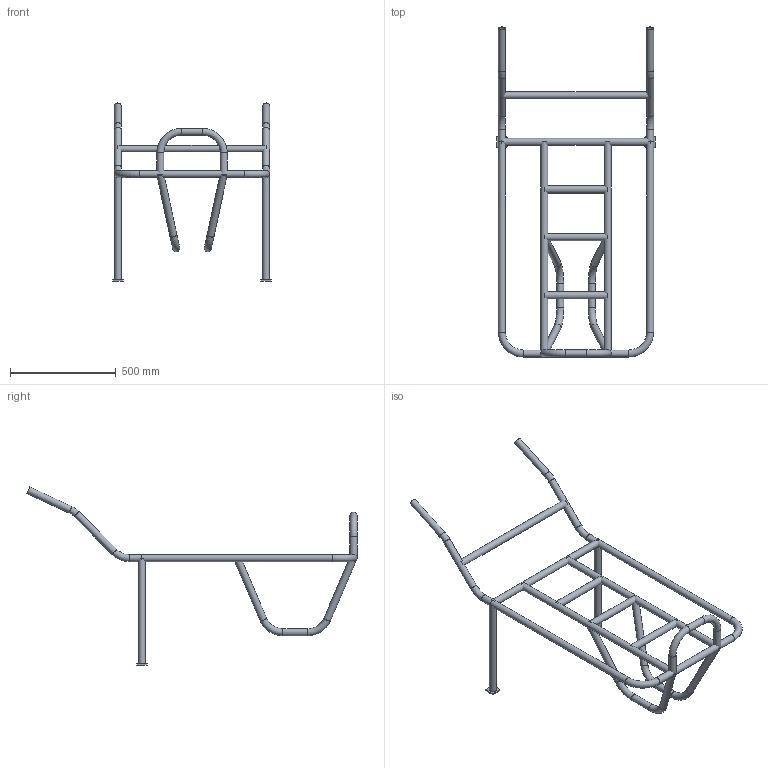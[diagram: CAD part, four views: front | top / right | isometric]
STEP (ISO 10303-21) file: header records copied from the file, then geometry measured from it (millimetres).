
FILE_DESCRIPTION(('FreeCAD Model'),'2;1');
FILE_NAME('Open CASCADE Shape Model','2025-05-09T06:07:57',('FreeCAD'),( 'FreeCAD'),'Open CASCADE STEP processor 7.6','FreeCAD','Unknown');
FILE_SCHEMA(('AUTOMOTIVE_DESIGN { 1 0 10303 214 1 1 1 1 }'));
Length unit declared in the file: millimetre
Products named in the file (1): Open CASCADE STEP translator 7.6 1
Bounding box: 750 x 1559.09 x 841.01 mm (x, y, z)
Volume: 6269236.7 mm3; surface area: 2797436.2 mm2
Topology: 49 solids, 49 shells, 208 faces, 382 edges, 272 vertices
Faces by surface type: plane 106, cylinder 74, torus 28
Full cylindrical faces by diameter (mm): 24.308 x33, 33.401 x33
Entity records: 5468 total; most frequent: DIRECTION 1084, CARTESIAN_POINT 863, ORIENTED_EDGE 764, AXIS2_PLACEMENT_3D 493, EDGE_CURVE 382, FACE_BOUND 302, EDGE_LOOP 302, CIRCLE 284
